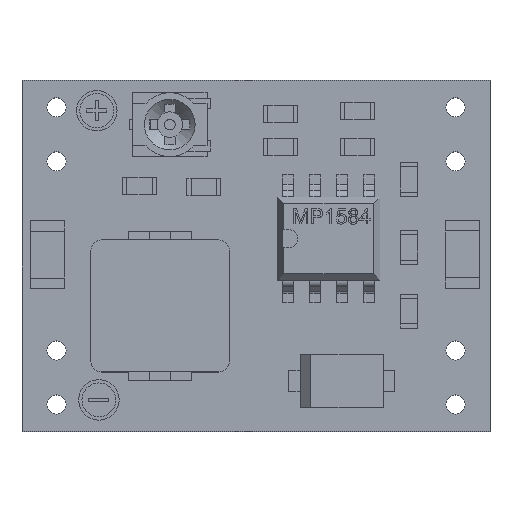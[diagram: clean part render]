
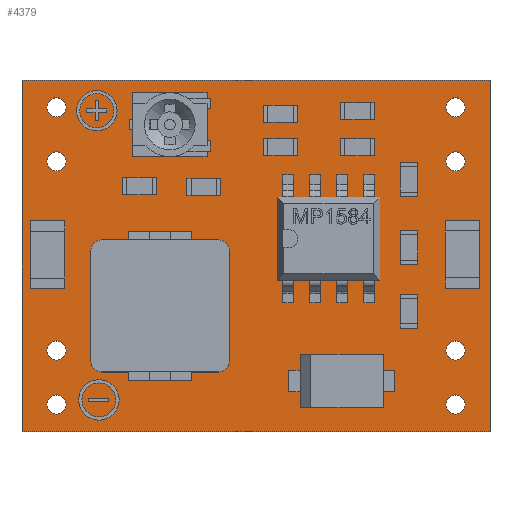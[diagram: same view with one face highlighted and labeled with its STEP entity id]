
A CAD part, top view. The second image highlights one B-rep face of the part: STEP entity #4379.
In plain terms, the highlighted planar face has unit normal (0, 0, 1).
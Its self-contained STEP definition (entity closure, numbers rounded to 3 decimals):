
#4282 = VERTEX_POINT('',#4283);
#4283 = CARTESIAN_POINT('',(-11.,8.25,0.));
#4291 = EDGE_CURVE('',#4282,#4292,#4294,.T.);
#4292 = VERTEX_POINT('',#4293);
#4293 = CARTESIAN_POINT('',(11.,8.25,0.));
#4294 = LINE('',#4295,#4296);
#4295 = CARTESIAN_POINT('',(-11.,8.25,0.));
#4296 = VECTOR('',#4297,1.);
#4297 = DIRECTION('',(1.,0.,0.));
#4322 = VERTEX_POINT('',#4323);
#4323 = CARTESIAN_POINT('',(-11.,-8.25,0.));
#4331 = EDGE_CURVE('',#4322,#4282,#4332,.T.);
#4332 = LINE('',#4333,#4334);
#4333 = CARTESIAN_POINT('',(-11.,-8.25,0.));
#4334 = VECTOR('',#4335,1.);
#4335 = DIRECTION('',(0.,1.,0.));
#4353 = EDGE_CURVE('',#4292,#4354,#4356,.T.);
#4354 = VERTEX_POINT('',#4355);
#4355 = CARTESIAN_POINT('',(11.,-8.25,0.));
#4356 = LINE('',#4357,#4358);
#4357 = CARTESIAN_POINT('',(11.,8.25,0.));
#4358 = VECTOR('',#4359,1.);
#4359 = DIRECTION('',(0.,-1.,0.));
#4379 = ADVANCED_FACE('',(#4380,#4391,#4402,#4413,#4424,#4435,#4446,
    #4457,#4468),#4479,.F.);
#4380 = FACE_BOUND('',#4381,.T.);
#4381 = EDGE_LOOP('',(#4382,#4383,#4384,#4390));
#4382 = ORIENTED_EDGE('',*,*,#4291,.F.);
#4383 = ORIENTED_EDGE('',*,*,#4331,.F.);
#4384 = ORIENTED_EDGE('',*,*,#4385,.F.);
#4385 = EDGE_CURVE('',#4354,#4322,#4386,.T.);
#4386 = LINE('',#4387,#4388);
#4387 = CARTESIAN_POINT('',(11.,-8.25,0.));
#4388 = VECTOR('',#4389,1.);
#4389 = DIRECTION('',(-1.,0.,0.));
#4390 = ORIENTED_EDGE('',*,*,#4353,.F.);
#4391 = FACE_BOUND('',#4392,.T.);
#4392 = EDGE_LOOP('',(#4393));
#4393 = ORIENTED_EDGE('',*,*,#4394,.F.);
#4394 = EDGE_CURVE('',#4395,#4395,#4397,.T.);
#4395 = VERTEX_POINT('',#4396);
#4396 = CARTESIAN_POINT('',(9.825,-6.985,0.));
#4397 = CIRCLE('',#4398,0.45);
#4398 = AXIS2_PLACEMENT_3D('',#4399,#4400,#4401);
#4399 = CARTESIAN_POINT('',(9.375,-6.985,0.));
#4400 = DIRECTION('',(0.,0.,1.));
#4401 = DIRECTION('',(1.,0.,-0.));
#4402 = FACE_BOUND('',#4403,.T.);
#4403 = EDGE_LOOP('',(#4404));
#4404 = ORIENTED_EDGE('',*,*,#4405,.F.);
#4405 = EDGE_CURVE('',#4406,#4406,#4408,.T.);
#4406 = VERTEX_POINT('',#4407);
#4407 = CARTESIAN_POINT('',(9.825,-4.445,0.));
#4408 = CIRCLE('',#4409,0.45);
#4409 = AXIS2_PLACEMENT_3D('',#4410,#4411,#4412);
#4410 = CARTESIAN_POINT('',(9.375,-4.445,0.));
#4411 = DIRECTION('',(0.,0.,1.));
#4412 = DIRECTION('',(1.,0.,-0.));
#4413 = FACE_BOUND('',#4414,.T.);
#4414 = EDGE_LOOP('',(#4415));
#4415 = ORIENTED_EDGE('',*,*,#4416,.F.);
#4416 = EDGE_CURVE('',#4417,#4417,#4419,.T.);
#4417 = VERTEX_POINT('',#4418);
#4418 = CARTESIAN_POINT('',(-8.925,-6.985,0.));
#4419 = CIRCLE('',#4420,0.45);
#4420 = AXIS2_PLACEMENT_3D('',#4421,#4422,#4423);
#4421 = CARTESIAN_POINT('',(-9.375,-6.985,0.));
#4422 = DIRECTION('',(0.,0.,1.));
#4423 = DIRECTION('',(1.,0.,-0.));
#4424 = FACE_BOUND('',#4425,.T.);
#4425 = EDGE_LOOP('',(#4426));
#4426 = ORIENTED_EDGE('',*,*,#4427,.F.);
#4427 = EDGE_CURVE('',#4428,#4428,#4430,.T.);
#4428 = VERTEX_POINT('',#4429);
#4429 = CARTESIAN_POINT('',(-8.925,-4.445,0.));
#4430 = CIRCLE('',#4431,0.45);
#4431 = AXIS2_PLACEMENT_3D('',#4432,#4433,#4434);
#4432 = CARTESIAN_POINT('',(-9.375,-4.445,0.));
#4433 = DIRECTION('',(0.,0.,1.));
#4434 = DIRECTION('',(1.,0.,-0.));
#4435 = FACE_BOUND('',#4436,.T.);
#4436 = EDGE_LOOP('',(#4437));
#4437 = ORIENTED_EDGE('',*,*,#4438,.F.);
#4438 = EDGE_CURVE('',#4439,#4439,#4441,.T.);
#4439 = VERTEX_POINT('',#4440);
#4440 = CARTESIAN_POINT('',(9.825,4.445,0.));
#4441 = CIRCLE('',#4442,0.45);
#4442 = AXIS2_PLACEMENT_3D('',#4443,#4444,#4445);
#4443 = CARTESIAN_POINT('',(9.375,4.445,0.));
#4444 = DIRECTION('',(0.,0.,1.));
#4445 = DIRECTION('',(1.,0.,-0.));
#4446 = FACE_BOUND('',#4447,.T.);
#4447 = EDGE_LOOP('',(#4448));
#4448 = ORIENTED_EDGE('',*,*,#4449,.F.);
#4449 = EDGE_CURVE('',#4450,#4450,#4452,.T.);
#4450 = VERTEX_POINT('',#4451);
#4451 = CARTESIAN_POINT('',(9.825,6.985,0.));
#4452 = CIRCLE('',#4453,0.45);
#4453 = AXIS2_PLACEMENT_3D('',#4454,#4455,#4456);
#4454 = CARTESIAN_POINT('',(9.375,6.985,0.));
#4455 = DIRECTION('',(0.,0.,1.));
#4456 = DIRECTION('',(1.,0.,-0.));
#4457 = FACE_BOUND('',#4458,.T.);
#4458 = EDGE_LOOP('',(#4459));
#4459 = ORIENTED_EDGE('',*,*,#4460,.F.);
#4460 = EDGE_CURVE('',#4461,#4461,#4463,.T.);
#4461 = VERTEX_POINT('',#4462);
#4462 = CARTESIAN_POINT('',(-8.925,4.445,0.));
#4463 = CIRCLE('',#4464,0.45);
#4464 = AXIS2_PLACEMENT_3D('',#4465,#4466,#4467);
#4465 = CARTESIAN_POINT('',(-9.375,4.445,0.));
#4466 = DIRECTION('',(0.,0.,1.));
#4467 = DIRECTION('',(1.,0.,-0.));
#4468 = FACE_BOUND('',#4469,.T.);
#4469 = EDGE_LOOP('',(#4470));
#4470 = ORIENTED_EDGE('',*,*,#4471,.F.);
#4471 = EDGE_CURVE('',#4472,#4472,#4474,.T.);
#4472 = VERTEX_POINT('',#4473);
#4473 = CARTESIAN_POINT('',(-8.925,6.985,0.));
#4474 = CIRCLE('',#4475,0.45);
#4475 = AXIS2_PLACEMENT_3D('',#4476,#4477,#4478);
#4476 = CARTESIAN_POINT('',(-9.375,6.985,0.));
#4477 = DIRECTION('',(0.,0.,1.));
#4478 = DIRECTION('',(1.,0.,-0.));
#4479 = PLANE('',#4480);
#4480 = AXIS2_PLACEMENT_3D('',#4481,#4482,#4483);
#4481 = CARTESIAN_POINT('',(0.,0.,0.));
#4482 = DIRECTION('',(0.,0.,-1.));
#4483 = DIRECTION('',(-1.,0.,0.));
